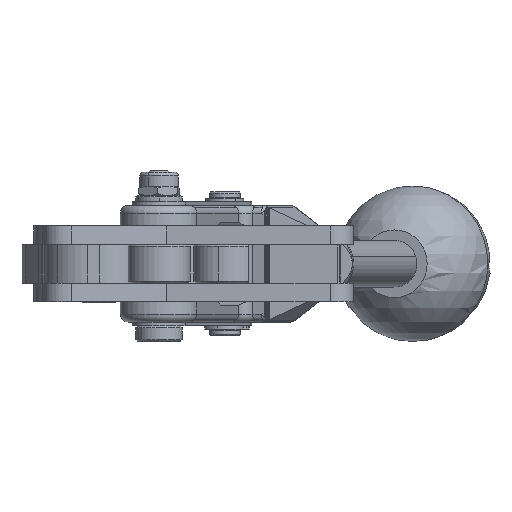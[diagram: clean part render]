
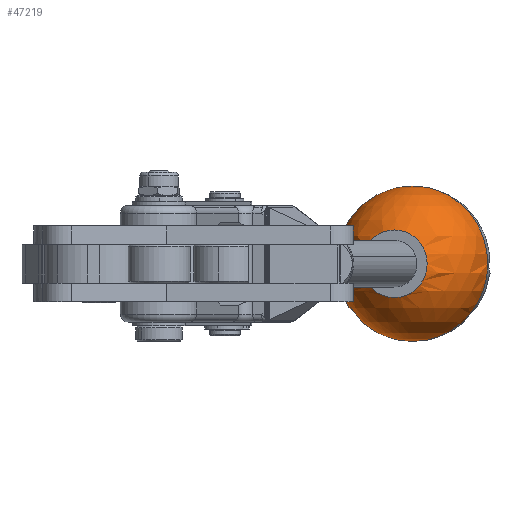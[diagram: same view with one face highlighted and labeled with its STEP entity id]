
A CAD part, left-side view. The second image highlights one B-rep face of the part: STEP entity #47219.
In plain terms, the highlighted spherical face has radius 20 mm.
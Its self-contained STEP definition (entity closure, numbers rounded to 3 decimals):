
#49=CARTESIAN_POINT('',(202.952,136.957,18.36));
#50=VERTEX_POINT('',#49);
#51=CARTESIAN_POINT('',(202.952,136.957,-1.64));
#52=DIRECTION('',(-0.965,0.264,0.));
#53=DIRECTION('',(0.,0.0,-1.0));
#54=AXIS2_PLACEMENT_3D('',#51,#52,#53);
#55=CIRCLE('',#54,20.0);
#56=EDGE_CURVE('',#50,#50,#55,.T.);
#47200=CARTESIAN_POINT('',(202.952,136.957,-1.64));
#47201=DIRECTION('',(0.,0.,1.0));
#47202=DIRECTION('',(-0.264,-0.965,0.));
#47203=AXIS2_PLACEMENT_3D('',#47200,#47201,#47202);
#47204=SPHERICAL_SURFACE('',#47203,20.0);
#47205=ORIENTED_EDGE('',*,*,#56,.T.);
#47206=EDGE_LOOP('',(#47205));
#47207=FACE_OUTER_BOUND('',#47206,.T.);
#47208=CARTESIAN_POINT('',(187.887,150.112,-1.64));
#47209=VERTEX_POINT('',#47208);
#47210=CARTESIAN_POINT('',(185.588,141.703,-1.64));
#47211=DIRECTION('',(0.965,-0.264,0.));
#47212=DIRECTION('',(0.264,0.965,0.));
#47213=AXIS2_PLACEMENT_3D('',#47210,#47211,#47212);
#47214=CIRCLE('',#47213,8.718);
#47215=EDGE_CURVE('',#47209,#47209,#47214,.T.);
#47216=ORIENTED_EDGE('',*,*,#47215,.T.);
#47217=EDGE_LOOP('',(#47216));
#47218=FACE_BOUND('',#47217,.T.);
#47219=ADVANCED_FACE('',(#47207,#47218),#47204,.T.);
